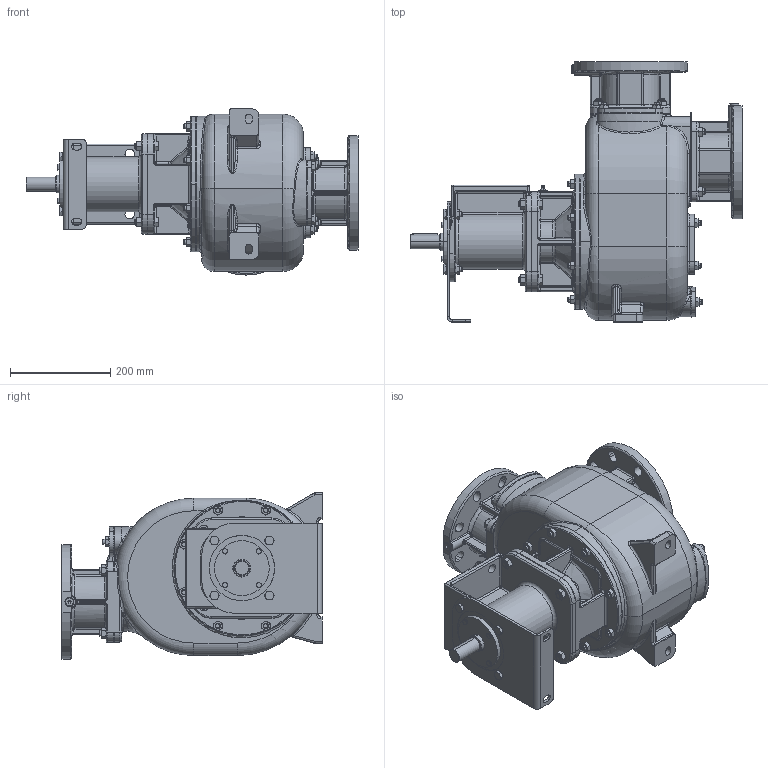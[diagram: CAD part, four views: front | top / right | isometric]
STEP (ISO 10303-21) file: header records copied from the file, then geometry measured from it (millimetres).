
FILE_DESCRIPTION((''),'2;1');
FILE_NAME('S_100_B_F_SW0001','2015-10-07T',('Nicola'),(''),'CREO PARAMETRIC BY PTC INC, 2015200','CREO PARAMETRIC BY PTC INC, 2015200','');
FILE_SCHEMA(('CONFIG_CONTROL_DESIGN'));
Products named in the file (1): S_100_B_F_SW0001
Bounding box: 662.5 x 519 x 331.5 mm (x, y, z)
Volume: 12653333.2 mm3; surface area: 2259540.8 mm2
Topology: 2 solids, 8 shells, 2991 faces, 6972 edges, 4076 vertices
Faces by surface type: plane 829, cylinder 805, cone 641, bspline 344, torus 261, sphere 99, extrusion 12
Entity records: 169187 total; most frequent: CARTESIAN_POINT 104027, ORIENTED_EDGE 13808, DIRECTION 13496, EDGE_CURVE 6904, AXIS2_PLACEMENT_3D 5682, VERTEX_POINT 4076, EDGE_LOOP 3222, CIRCLE 3037
